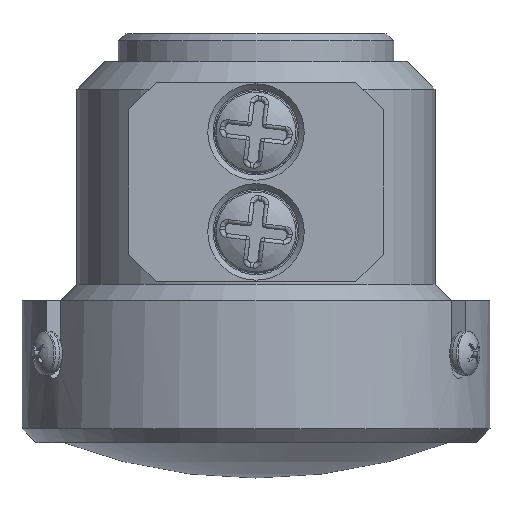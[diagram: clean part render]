
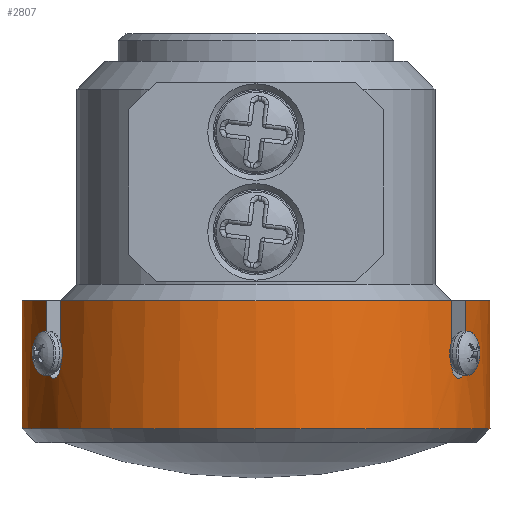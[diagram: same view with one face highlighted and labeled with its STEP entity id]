
A CAD part, front view. The second image highlights one B-rep face of the part: STEP entity #2807.
In plain terms, the highlighted cylindrical face has radius 17 mm (diameter 34 mm), a full revolution.
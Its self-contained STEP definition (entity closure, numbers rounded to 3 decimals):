
#177=CIRCLE('',#3213,17.);
#178=CIRCLE('',#3215,17.);
#180=CIRCLE('',#3221,17.);
#182=CIRCLE('',#3227,17.);
#348=CYLINDRICAL_SURFACE('',#3229,17.);
#400=LINE('',#4451,#530);
#403=LINE('',#4463,#533);
#407=LINE('',#4508,#537);
#411=LINE('',#4532,#541);
#415=LINE('',#4544,#545);
#419=LINE('',#4568,#549);
#530=VECTOR('',#3576,1000.);
#533=VECTOR('',#3581,1000.);
#537=VECTOR('',#3613,1000.);
#541=VECTOR('',#3621,1000.);
#545=VECTOR('',#3633,1000.);
#549=VECTOR('',#3641,1000.);
#715=ORIENTED_EDGE('',*,*,#1430,.T.);
#716=ORIENTED_EDGE('',*,*,#1423,.T.);
#717=ORIENTED_EDGE('',*,*,#1460,.T.);
#718=ORIENTED_EDGE('',*,*,#1458,.T.);
#719=ORIENTED_EDGE('',*,*,#1455,.T.);
#720=ORIENTED_EDGE('',*,*,#1452,.T.);
#721=ORIENTED_EDGE('',*,*,#1448,.T.);
#722=ORIENTED_EDGE('',*,*,#1446,.T.);
#723=ORIENTED_EDGE('',*,*,#1443,.T.);
#724=ORIENTED_EDGE('',*,*,#1440,.T.);
#725=ORIENTED_EDGE('',*,*,#1436,.T.);
#726=ORIENTED_EDGE('',*,*,#1427,.T.);
#727=ORIENTED_EDGE('',*,*,#1435,.T.);
#1423=EDGE_CURVE('',#1805,#1804,#400,.T.);
#1427=EDGE_CURVE('',#1809,#1808,#403,.F.);
#1430=EDGE_CURVE('',#1808,#1805,#2075,.T.);
#1435=EDGE_CURVE('',#1814,#1814,#177,.F.);
#1436=EDGE_CURVE('',#1815,#1809,#178,.T.);
#1440=EDGE_CURVE('',#1818,#1815,#407,.T.);
#1443=EDGE_CURVE('',#1820,#1818,#2077,.T.);
#1446=EDGE_CURVE('',#1822,#1820,#411,.F.);
#1448=EDGE_CURVE('',#1823,#1822,#180,.T.);
#1452=EDGE_CURVE('',#1826,#1823,#415,.T.);
#1455=EDGE_CURVE('',#1828,#1826,#2079,.T.);
#1458=EDGE_CURVE('',#1830,#1828,#419,.F.);
#1460=EDGE_CURVE('',#1804,#1830,#182,.T.);
#1804=VERTEX_POINT('',#4450);
#1805=VERTEX_POINT('',#4452);
#1808=VERTEX_POINT('',#4462);
#1809=VERTEX_POINT('',#4464);
#1814=VERTEX_POINT('',#4498);
#1815=VERTEX_POINT('',#4501);
#1818=VERTEX_POINT('',#4509);
#1820=VERTEX_POINT('',#4527);
#1822=VERTEX_POINT('',#4533);
#1823=VERTEX_POINT('',#4537);
#1826=VERTEX_POINT('',#4545);
#1828=VERTEX_POINT('',#4563);
#1830=VERTEX_POINT('',#4569);
#2075=B_SPLINE_CURVE_WITH_KNOTS('',3,(#4478,#4479,#4480,#4481,#4482,#4483,
#4484),.UNSPECIFIED.,.F.,.F.,(4,1,1,1,4),(0.,0.001,0.002,
0.002,0.003),.UNSPECIFIED.);
#2077=B_SPLINE_CURVE_WITH_KNOTS('',3,(#4520,#4521,#4522,#4523,#4524,#4525,
#4526),.UNSPECIFIED.,.F.,.F.,(4,1,1,1,4),(0.,0.001,0.002,
0.002,0.003),.UNSPECIFIED.);
#2079=B_SPLINE_CURVE_WITH_KNOTS('',3,(#4556,#4557,#4558,#4559,#4560,#4561,
#4562),.UNSPECIFIED.,.F.,.F.,(4,1,1,1,4),(0.,0.001,0.002,
0.002,0.003),.UNSPECIFIED.);
#2164=EDGE_LOOP('',(#715,#716,#717,#718,#719,#720,#721,#722,#723,#724,#725,
#726));
#2165=EDGE_LOOP('',(#727));
#2445=FACE_BOUND('',#2164,.T.);
#2446=FACE_BOUND('',#2165,.T.);
#2807=ADVANCED_FACE('',(#2445,#2446),#348,.T.);
#3213=AXIS2_PLACEMENT_3D('',#4497,#3601,#3602);
#3215=AXIS2_PLACEMENT_3D('',#4500,#3605,#3606);
#3221=AXIS2_PLACEMENT_3D('',#4536,#3625,#3626);
#3227=AXIS2_PLACEMENT_3D('',#4572,#3645,#3646);
#3229=AXIS2_PLACEMENT_3D('',#4574,#3649,#3650);
#3576=DIRECTION('',(0.,0.,1.));
#3581=DIRECTION('',(0.,0.,1.));
#3601=DIRECTION('',(0.,0.,-1.));
#3602=DIRECTION('',(-0.962,-0.273,0.));
#3605=DIRECTION('',(0.,0.,-1.));
#3606=DIRECTION('',(-0.962,-0.273,0.));
#3613=DIRECTION('',(0.,0.,1.));
#3621=DIRECTION('',(0.,0.,1.));
#3625=DIRECTION('',(0.,0.,-1.));
#3626=DIRECTION('',(-0.962,-0.273,0.));
#3633=DIRECTION('',(0.,0.,1.));
#3641=DIRECTION('',(0.,0.,1.));
#3645=DIRECTION('',(0.,0.,-1.));
#3646=DIRECTION('',(-0.962,-0.273,0.));
#3649=DIRECTION('',(0.,0.,1.));
#3650=DIRECTION('',(0.962,0.273,0.));
#4450=CARTESIAN_POINT('',(94.873,-216.209,9.509));
#4451=CARTESIAN_POINT('',(94.873,-216.209,-0.8));
#4452=CARTESIAN_POINT('',(94.873,-216.209,4.854));
#4462=CARTESIAN_POINT('',(96.812,-216.698,4.854));
#4463=CARTESIAN_POINT('',(96.812,-216.698,-0.8));
#4464=CARTESIAN_POINT('',(96.812,-216.698,9.509));
#4478=CARTESIAN_POINT('',(96.812,-216.698,4.854));
#4479=CARTESIAN_POINT('',(96.812,-216.698,4.59));
#4480=CARTESIAN_POINT('',(96.599,-216.66,4.072));
#4481=CARTESIAN_POINT('',(95.835,-216.489,3.746));
#4482=CARTESIAN_POINT('',(95.08,-216.276,4.071));
#4483=CARTESIAN_POINT('',(94.873,-216.209,4.59));
#4484=CARTESIAN_POINT('',(94.873,-216.209,4.854));
#4497=CARTESIAN_POINT('',(100.,-200.,0.2));
#4498=CARTESIAN_POINT('',(83.644,-204.634,0.2));
#4500=CARTESIAN_POINT('',(100.,-200.,9.509));
#4501=CARTESIAN_POINT('',(116.6,-196.336,9.509));
#4508=CARTESIAN_POINT('',(116.6,-196.336,-0.8));
#4509=CARTESIAN_POINT('',(116.6,-196.336,4.854));
#4520=CARTESIAN_POINT('',(116.055,-194.411,4.854));
#4521=CARTESIAN_POINT('',(116.055,-194.411,4.59));
#4522=CARTESIAN_POINT('',(116.128,-194.616,4.072));
#4523=CARTESIAN_POINT('',(116.363,-195.363,3.746));
#4524=CARTESIAN_POINT('',(116.555,-196.123,4.071));
#4525=CARTESIAN_POINT('',(116.6,-196.336,4.59));
#4526=CARTESIAN_POINT('',(116.6,-196.336,4.854));
#4527=CARTESIAN_POINT('',(116.055,-194.411,4.854));
#4532=CARTESIAN_POINT('',(116.055,-194.411,-0.8));
#4533=CARTESIAN_POINT('',(116.055,-194.411,9.509));
#4536=CARTESIAN_POINT('',(100.,-200.,9.509));
#4537=CARTESIAN_POINT('',(88.526,-187.456,9.509));
#4544=CARTESIAN_POINT('',(88.526,-187.456,-0.8));
#4545=CARTESIAN_POINT('',(88.526,-187.456,4.854));
#4556=CARTESIAN_POINT('',(87.133,-188.89,4.854));
#4557=CARTESIAN_POINT('',(87.133,-188.89,4.59));
#4558=CARTESIAN_POINT('',(87.273,-188.724,4.072));
#4559=CARTESIAN_POINT('',(87.802,-188.148,3.746));
#4560=CARTESIAN_POINT('',(88.365,-187.601,4.071));
#4561=CARTESIAN_POINT('',(88.526,-187.456,4.59));
#4562=CARTESIAN_POINT('',(88.526,-187.456,4.854));
#4563=CARTESIAN_POINT('',(87.133,-188.89,4.854));
#4568=CARTESIAN_POINT('',(87.133,-188.89,-0.8));
#4569=CARTESIAN_POINT('',(87.133,-188.89,9.509));
#4572=CARTESIAN_POINT('',(100.,-200.,9.509));
#4574=CARTESIAN_POINT('',(100.,-200.,-0.8));
